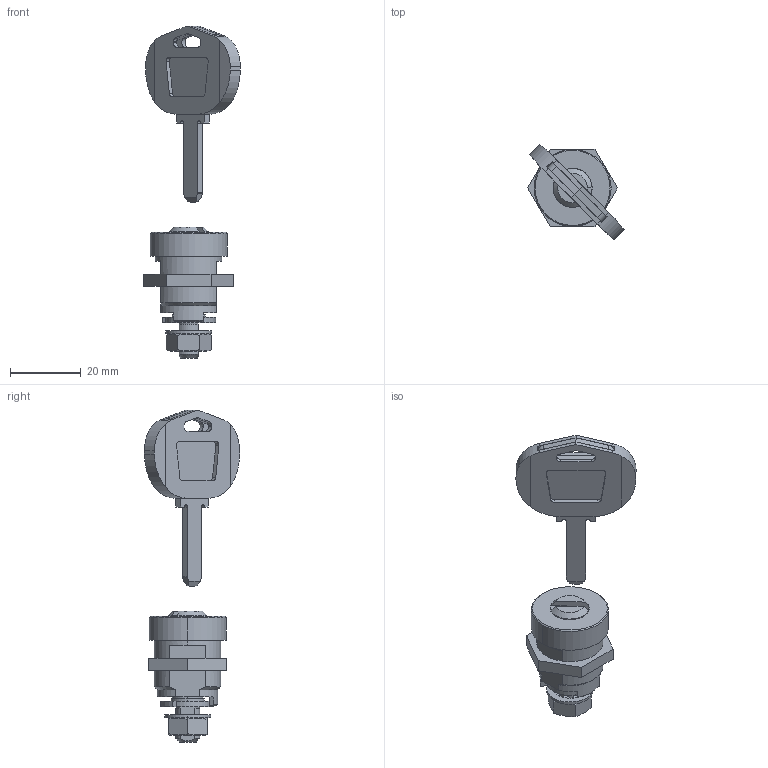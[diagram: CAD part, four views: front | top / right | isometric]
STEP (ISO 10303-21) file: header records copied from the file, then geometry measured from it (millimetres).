
FILE_DESCRIPTION (( 'STEP AP203' ), '1' );
FILE_NAME ('C-288.STEP', '2007-01-30T04:39:37', ( ' ' ), ( ' ' ), 'SwSTEP 2.0', 'SolidWorks 2006004', '' );
FILE_SCHEMA (( 'CONFIG_CONTROL_DESIGN' ));
Length unit declared in the file: millimetre
Products named in the file (9): C-288僉乕僉儍僢僾_岞_棉太倌; C-288帟晅嵗嬥_棉太倌; C-288; C-288 ハウジング_ﾃﾞﾌｫﾙﾄ; C-288 儘乕僞乕_棉太倌; C-288 ストッパー_ﾃﾞﾌｫﾙﾄ; C-288 M19僫僢僩_棉太倌; C-288僉乕僾儗乕僩_岞_棉太倌; C-288僫僢僩俵7_岞_棉太倌
Assembly tree (8 placements, depth 2):
  C-288
    C-288僫僢僩俵7_岞_棉太倌
    C-288 ストッパー_ﾃﾞﾌｫﾙﾄ
    C-288 M19僫僢僩_棉太倌
    C-288僉乕僾儗乕僩_岞_棉太倌
    C-288帟晅嵗嬥_棉太倌
    C-288僉乕僉儍僢僾_岞_棉太倌
    C-288 儘乕僞乕_棉太倌
    C-288 ハウジング_ﾃﾞﾌｫﾙﾄ
Bounding box: 27.33 x 26.94 x 94.1 mm (x, y, z)
Volume: 10781.7 mm3; surface area: 9475.5 mm2
Topology: 8 solids, 8 shells, 310 faces, 871 edges, 583 vertices
Faces by surface type: plane 158, cylinder 97, bspline 36, cone 15, torus 4
Entity records: 11604 total; most frequent: CARTESIAN_POINT 2748, ORIENTED_EDGE 1742, DIRECTION 1536, EDGE_CURVE 871, VERTEX_POINT 583, LINE 512, VECTOR 512, AXIS2_PLACEMENT_3D 512
